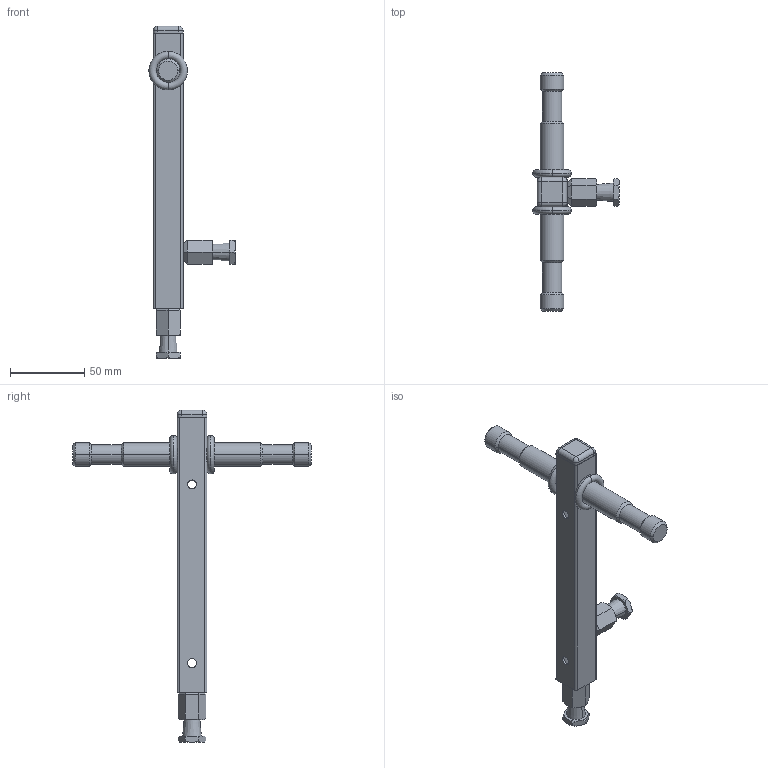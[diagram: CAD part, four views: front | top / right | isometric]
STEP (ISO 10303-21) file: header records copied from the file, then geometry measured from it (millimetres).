
FILE_DESCRIPTION (( 'STEP AP203' ), '1' );
FILE_NAME ('G1174.STEP', '2018-09-26T09:57:08', ( '' ), ( '' ), 'SwSTEP 2.0', 'SolidWorks 2016', '' );
FILE_SCHEMA (( 'CONFIG_CONTROL_DESIGN' ));
Length unit declared in the file: millimetre
Products named in the file (8): S0109; TH2607_TH2620; TH2602; G1174_LABEL_G1174_LABEL; G1174; S3053; TH2611_TH2621; TH2619
Assembly tree (9 placements, depth 3):
  G1174
    TH2611_TH2621
      TH2607_TH2620
      TH2602
      TH2619  x2
    S0109
    S3053  x2
    G1174_LABEL_G1174_LABEL
Bounding box: 57.94 x 160 x 222.96 mm (x, y, z)
Volume: 66343.4 mm3; surface area: 45257.2 mm2
Topology: 8 solids, 8 shells, 498 faces, 1281 edges, 832 vertices
Faces by surface type: plane 289, cylinder 89, cone 60, bspline 48, torus 8, sphere 4
Entity records: 16634 total; most frequent: CARTESIAN_POINT 4956, ORIENTED_EDGE 2310, DIRECTION 2070, EDGE_CURVE 1155, LINE 804, VECTOR 804, VERTEX_POINT 755, AXIS2_PLACEMENT_3D 633
